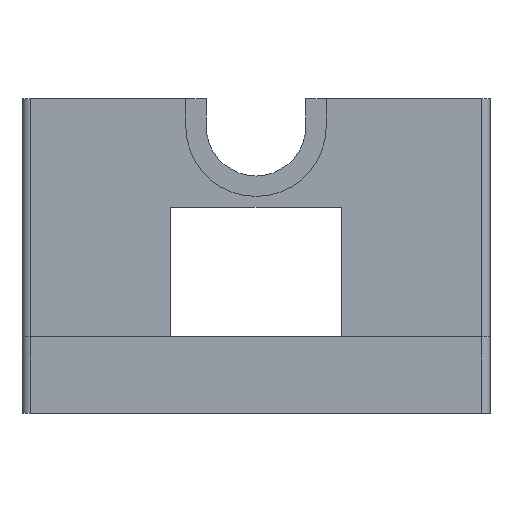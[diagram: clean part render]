
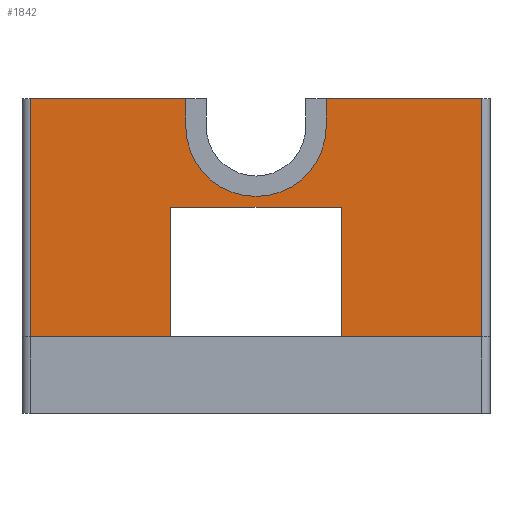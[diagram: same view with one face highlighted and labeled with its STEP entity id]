
A CAD part, front view. The second image highlights one B-rep face of the part: STEP entity #1842.
In plain terms, the highlighted planar face has unit normal (0, -1, 0).
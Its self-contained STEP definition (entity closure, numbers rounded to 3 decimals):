
#63=CIRCLE('',#1986,8.25);
#213=FACE_OUTER_BOUND('',#335,.T.);
#335=EDGE_LOOP('',(#1534,#1535,#1536,#1537,#1538,#1539,#1540,#1541,#1542,
#1543,#1544,#1545,#1546));
#453=LINE('',#2759,#643);
#456=LINE('',#2772,#646);
#509=LINE('',#2926,#699);
#510=LINE('',#2929,#700);
#513=LINE('',#2937,#703);
#514=LINE('',#2940,#704);
#515=LINE('',#2942,#705);
#516=LINE('',#2946,#706);
#517=LINE('',#2947,#707);
#518=LINE('',#2949,#708);
#519=LINE('',#2951,#709);
#520=LINE('',#2952,#710);
#643=VECTOR('',#2205,10.);
#646=VECTOR('',#2216,10.);
#699=VECTOR('',#2379,10.);
#700=VECTOR('',#2382,10.);
#703=VECTOR('',#2393,10.);
#704=VECTOR('',#2396,10.);
#705=VECTOR('',#2397,10.);
#706=VECTOR('',#2400,10.);
#707=VECTOR('',#2401,10.);
#708=VECTOR('',#2402,10.);
#709=VECTOR('',#2403,10.);
#710=VECTOR('',#2404,10.);
#826=VERTEX_POINT('',#2756);
#827=VERTEX_POINT('',#2758);
#832=VERTEX_POINT('',#2769);
#833=VERTEX_POINT('',#2771);
#879=VERTEX_POINT('',#2925);
#880=VERTEX_POINT('',#2927);
#881=VERTEX_POINT('',#2935);
#882=VERTEX_POINT('',#2939);
#883=VERTEX_POINT('',#2941);
#884=VERTEX_POINT('',#2943);
#885=VERTEX_POINT('',#2945);
#886=VERTEX_POINT('',#2948);
#887=VERTEX_POINT('',#2950);
#1025=EDGE_CURVE('',#826,#827,#453,.T.);
#1032=EDGE_CURVE('',#832,#833,#456,.T.);
#1108=EDGE_CURVE('',#879,#832,#509,.T.);
#1110=EDGE_CURVE('',#880,#879,#510,.T.);
#1114=EDGE_CURVE('',#827,#881,#513,.T.);
#1115=EDGE_CURVE('',#882,#880,#514,.T.);
#1116=EDGE_CURVE('',#882,#883,#515,.T.);
#1117=EDGE_CURVE('',#883,#884,#63,.T.);
#1118=EDGE_CURVE('',#884,#885,#516,.T.);
#1119=EDGE_CURVE('',#881,#885,#517,.T.);
#1120=EDGE_CURVE('',#826,#886,#518,.T.);
#1121=EDGE_CURVE('',#886,#887,#519,.T.);
#1122=EDGE_CURVE('',#887,#833,#520,.T.);
#1534=ORIENTED_EDGE('',*,*,#1108,.F.);
#1535=ORIENTED_EDGE('',*,*,#1110,.F.);
#1536=ORIENTED_EDGE('',*,*,#1115,.F.);
#1537=ORIENTED_EDGE('',*,*,#1116,.T.);
#1538=ORIENTED_EDGE('',*,*,#1117,.T.);
#1539=ORIENTED_EDGE('',*,*,#1118,.T.);
#1540=ORIENTED_EDGE('',*,*,#1119,.F.);
#1541=ORIENTED_EDGE('',*,*,#1114,.F.);
#1542=ORIENTED_EDGE('',*,*,#1025,.F.);
#1543=ORIENTED_EDGE('',*,*,#1120,.T.);
#1544=ORIENTED_EDGE('',*,*,#1121,.T.);
#1545=ORIENTED_EDGE('',*,*,#1122,.T.);
#1546=ORIENTED_EDGE('',*,*,#1032,.F.);
#1760=PLANE('',#1985);
#1842=ADVANCED_FACE('',(#213),#1760,.T.);
#1985=AXIS2_PLACEMENT_3D('',#2938,#2394,#2395);
#1986=AXIS2_PLACEMENT_3D('',#2944,#2398,#2399);
#2205=DIRECTION('',(-1.,0.,0.));
#2216=DIRECTION('',(-1.,0.,0.));
#2379=DIRECTION('',(0.,0.,-1.));
#2382=DIRECTION('',(0.,0.,-1.));
#2393=DIRECTION('',(0.,0.,1.));
#2394=DIRECTION('center_axis',(0.,-1.,0.));
#2395=DIRECTION('ref_axis',(1.,0.,0.));
#2396=DIRECTION('',(1.,0.,0.));
#2397=DIRECTION('',(0.,0.,-1.));
#2398=DIRECTION('center_axis',(0.,1.,0.));
#2399=DIRECTION('ref_axis',(-1.,0.,0.));
#2400=DIRECTION('',(0.,0.,1.));
#2401=DIRECTION('',(1.,0.,0.));
#2402=DIRECTION('',(0.,0.,1.));
#2403=DIRECTION('',(1.,0.,0.));
#2404=DIRECTION('',(0.,0.,-1.));
#2756=CARTESIAN_POINT('',(32.5,34.15,9.));
#2758=CARTESIAN_POINT('',(16.,34.15,9.));
#2759=CARTESIAN_POINT('',(26.,34.15,9.));
#2769=CARTESIAN_POINT('',(69.,34.15,9.));
#2771=CARTESIAN_POINT('',(52.5,34.15,9.));
#2772=CARTESIAN_POINT('',(26.,34.15,9.));
#2925=CARTESIAN_POINT('',(69.,34.15,31.));
#2926=CARTESIAN_POINT('',(69.,34.15,4.5));
#2927=CARTESIAN_POINT('',(69.,34.15,37.));
#2929=CARTESIAN_POINT('',(69.,34.15,31.813));
#2935=CARTESIAN_POINT('',(16.,34.15,37.));
#2937=CARTESIAN_POINT('',(16.,34.15,4.5));
#2938=CARTESIAN_POINT('Origin',(9.5,34.15,9.));
#2939=CARTESIAN_POINT('',(50.75,34.15,37.));
#2940=CARTESIAN_POINT('',(9.5,34.15,37.));
#2941=CARTESIAN_POINT('',(50.75,34.15,33.75));
#2942=CARTESIAN_POINT('',(50.75,34.15,23.));
#2943=CARTESIAN_POINT('',(34.25,34.15,33.75));
#2944=CARTESIAN_POINT('Origin',(42.5,34.15,33.75));
#2945=CARTESIAN_POINT('',(34.25,34.15,37.));
#2946=CARTESIAN_POINT('',(34.25,34.15,21.375));
#2947=CARTESIAN_POINT('',(9.5,34.15,37.));
#2948=CARTESIAN_POINT('',(32.5,34.15,24.2));
#2949=CARTESIAN_POINT('',(32.5,34.15,16.6));
#2950=CARTESIAN_POINT('',(52.5,34.15,24.2));
#2951=CARTESIAN_POINT('',(31.,34.15,24.2));
#2952=CARTESIAN_POINT('',(52.5,34.15,9.));
